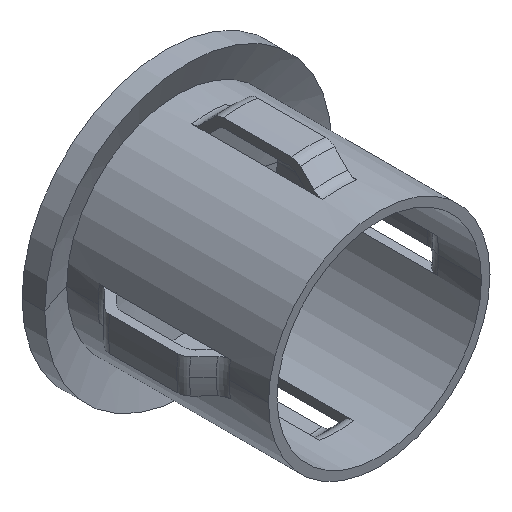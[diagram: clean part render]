
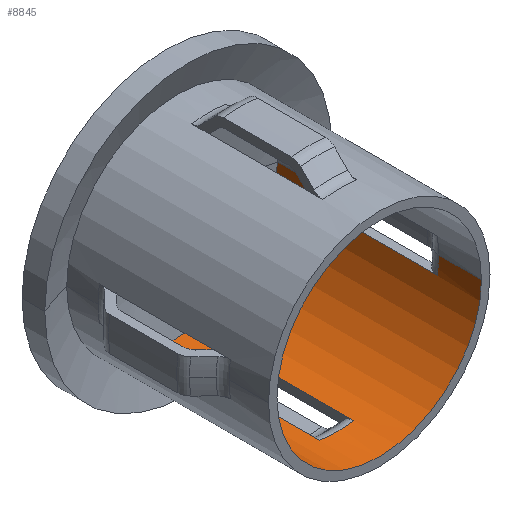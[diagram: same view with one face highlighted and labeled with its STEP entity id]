
A CAD part, isometric view. The second image highlights one B-rep face of the part: STEP entity #8845.
In plain terms, the highlighted cylindrical face has radius 12 mm (diameter 24 mm), a partial arc.
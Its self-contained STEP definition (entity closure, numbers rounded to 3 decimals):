
#53 = AXIS2_PLACEMENT_3D ( 'NONE', #4429, #10228, #12670 ) ;
#76 = EDGE_CURVE ( 'NONE', #363, #14432, #3836, .T. ) ;
#104 = CARTESIAN_POINT ( 'NONE',  ( 0., 5.029, 0. ) ) ;
#121 = CARTESIAN_POINT ( 'NONE',  ( 12., 0., 0. ) ) ;
#243 = CARTESIAN_POINT ( 'NONE',  ( 2., 19.586, -11.832 ) ) ;
#363 = VERTEX_POINT ( 'NONE', #6424 ) ;
#1176 = DIRECTION ( 'NONE',  ( 0., -1., 0. ) ) ;
#1237 = VECTOR ( 'NONE', #11372, 1000. ) ;
#1394 = CARTESIAN_POINT ( 'NONE',  ( -12., 19.586, 0. ) ) ;
#1396 = CARTESIAN_POINT ( 'NONE',  ( 2., 5.029, -11.832 ) ) ;
#1402 = CARTESIAN_POINT ( 'NONE',  ( 11.832, 19.586, -2. ) ) ;
#1554 = DIRECTION ( 'NONE',  ( 1., 0., 0. ) ) ;
#1766 = EDGE_CURVE ( 'NONE', #9444, #9859, #15075, .T. ) ;
#1989 = VECTOR ( 'NONE', #10709, 1000. ) ;
#1990 = CARTESIAN_POINT ( 'NONE',  ( 12., 25.5, 0. ) ) ;
#2123 = VERTEX_POINT ( 'NONE', #8290 ) ;
#2343 = CARTESIAN_POINT ( 'NONE',  ( 2., 20., -11.832 ) ) ;
#2431 = DIRECTION ( 'NONE',  ( 1., 0., 0. ) ) ;
#2490 = DIRECTION ( 'NONE',  ( 0., -1., 0. ) ) ;
#2505 = EDGE_CURVE ( 'NONE', #9584, #7642, #6201, .T. ) ;
#2608 = EDGE_CURVE ( 'NONE', #4962, #14432, #13769, .T. ) ;
#2671 = LINE ( 'NONE', #5240, #14885 ) ;
#2858 = EDGE_CURVE ( 'NONE', #2123, #8636, #6948, .T. ) ;
#2879 = EDGE_CURVE ( 'NONE', #11177, #2123, #2671, .T. ) ;
#3199 = CARTESIAN_POINT ( 'NONE',  ( 12., 23.959, 0. ) ) ;
#3202 = EDGE_LOOP ( 'NONE', ( #11912, #5470, #6878, #14588 ) ) ;
#3598 = DIRECTION ( 'NONE',  ( 0., -1., 0. ) ) ;
#3655 = ORIENTED_EDGE ( 'NONE', *, *, #1766, .F. ) ;
#3807 = ORIENTED_EDGE ( 'NONE', *, *, #14861, .F. ) ;
#3817 = ORIENTED_EDGE ( 'NONE', *, *, #12392, .T. ) ;
#3835 = AXIS2_PLACEMENT_3D ( 'NONE', #14517, #10986, #1554 ) ;
#3836 = CIRCLE ( 'NONE', #11510, 12. ) ;
#4001 = AXIS2_PLACEMENT_3D ( 'NONE', #5162, #7555, #7607 ) ;
#4023 = CARTESIAN_POINT ( 'NONE',  ( 12., 19.586, 0. ) ) ;
#4087 = CARTESIAN_POINT ( 'NONE',  ( 0., 5.029, 0. ) ) ;
#4128 = AXIS2_PLACEMENT_3D ( 'NONE', #5956, #9426, #2431 ) ;
#4171 = DIRECTION ( 'NONE',  ( 0., -1., 0. ) ) ;
#4218 = ORIENTED_EDGE ( 'NONE', *, *, #2879, .T. ) ;
#4429 = CARTESIAN_POINT ( 'NONE',  ( 0., 19.586, 0. ) ) ;
#4535 = EDGE_CURVE ( 'NONE', #11120, #8636, #5424, .T. ) ;
#4656 = VERTEX_POINT ( 'NONE', #1402 ) ;
#4962 = VERTEX_POINT ( 'NONE', #243 ) ;
#5042 = ORIENTED_EDGE ( 'NONE', *, *, #9327, .T. ) ;
#5162 = CARTESIAN_POINT ( 'NONE',  ( 0., 19.586, 0. ) ) ;
#5186 = CARTESIAN_POINT ( 'NONE',  ( 0., 25.5, 0. ) ) ;
#5240 = CARTESIAN_POINT ( 'NONE',  ( -12., 25.5, 0. ) ) ;
#5242 = CARTESIAN_POINT ( 'NONE',  ( 12., 5.029, 0. ) ) ;
#5248 = DIRECTION ( 'NONE',  ( 0., -1., 0. ) ) ;
#5292 = DIRECTION ( 'NONE',  ( 1., 0., 0. ) ) ;
#5424 = LINE ( 'NONE', #15295, #6337 ) ;
#5470 = ORIENTED_EDGE ( 'NONE', *, *, #5635, .F. ) ;
#5518 = DIRECTION ( 'NONE',  ( 1., 0., 0. ) ) ;
#5635 = EDGE_CURVE ( 'NONE', #14478, #363, #10190, .T. ) ;
#5876 = EDGE_CURVE ( 'NONE', #11456, #11120, #13344, .T. ) ;
#5956 = CARTESIAN_POINT ( 'NONE',  ( 0., 19.586, 0. ) ) ;
#6117 = CIRCLE ( 'NONE', #3835, 12. ) ;
#6201 = LINE ( 'NONE', #15009, #13023 ) ;
#6276 = FACE_OUTER_BOUND ( 'NONE', #10022, .T. ) ;
#6337 = VECTOR ( 'NONE', #9415, 1000. ) ;
#6405 = CARTESIAN_POINT ( 'NONE',  ( -11.832, 19.586, -2. ) ) ;
#6424 = CARTESIAN_POINT ( 'NONE',  ( -2., 5.029, -11.832 ) ) ;
#6485 = CARTESIAN_POINT ( 'NONE',  ( 0., 0., 0. ) ) ;
#6521 = VECTOR ( 'NONE', #3598, 1000. ) ;
#6583 = EDGE_CURVE ( 'NONE', #4656, #11456, #10481, .T. ) ;
#6816 = AXIS2_PLACEMENT_3D ( 'NONE', #6485, #12307, #5292 ) ;
#6878 = ORIENTED_EDGE ( 'NONE', *, *, #8972, .T. ) ;
#6948 = CIRCLE ( 'NONE', #6816, 12. ) ;
#7153 = ORIENTED_EDGE ( 'NONE', *, *, #5876, .F. ) ;
#7198 = CARTESIAN_POINT ( 'NONE',  ( -11.832, 5.029, -2. ) ) ;
#7221 = ORIENTED_EDGE ( 'NONE', *, *, #2858, .T. ) ;
#7509 = VERTEX_POINT ( 'NONE', #6405 ) ;
#7555 = DIRECTION ( 'NONE',  ( 0., -1., 0. ) ) ;
#7607 = DIRECTION ( 'NONE',  ( 1., 0., 0. ) ) ;
#7636 = DIRECTION ( 'NONE',  ( 0., -1., 0. ) ) ;
#7638 = CARTESIAN_POINT ( 'NONE',  ( -12., 5.029, 0. ) ) ;
#7642 = VERTEX_POINT ( 'NONE', #1394 ) ;
#7860 = CARTESIAN_POINT ( 'NONE',  ( 0., 23.959, 0. ) ) ;
#7933 = ORIENTED_EDGE ( 'NONE', *, *, #4535, .F. ) ;
#7952 = DIRECTION ( 'NONE',  ( 0., -1., 0. ) ) ;
#8290 = CARTESIAN_POINT ( 'NONE',  ( -12., 0., 0. ) ) ;
#8374 = CARTESIAN_POINT ( 'NONE',  ( -2., 20., -11.832 ) ) ;
#8526 = FACE_BOUND ( 'NONE', #3202, .T. ) ;
#8636 = VERTEX_POINT ( 'NONE', #121 ) ;
#8845 = ADVANCED_FACE ( 'NONE', ( #8526, #6276 ), #9791, .F. ) ;
#8972 = EDGE_CURVE ( 'NONE', #14478, #4962, #12914, .T. ) ;
#9053 = DIRECTION ( 'NONE',  ( 0., -1., 0. ) ) ;
#9327 = EDGE_CURVE ( 'NONE', #7642, #7509, #13925, .T. ) ;
#9415 = DIRECTION ( 'NONE',  ( 0., -1., 0. ) ) ;
#9426 = DIRECTION ( 'NONE',  ( 0., -1., 0. ) ) ;
#9444 = VERTEX_POINT ( 'NONE', #3199 ) ;
#9526 = CARTESIAN_POINT ( 'NONE',  ( 11.832, 5.029, -2. ) ) ;
#9584 = VERTEX_POINT ( 'NONE', #10552 ) ;
#9585 = ORIENTED_EDGE ( 'NONE', *, *, #2505, .T. ) ;
#9791 = CYLINDRICAL_SURFACE ( 'NONE', #10296, 12. ) ;
#9859 = VERTEX_POINT ( 'NONE', #4023 ) ;
#9988 = DIRECTION ( 'NONE',  ( 1., 0., 0. ) ) ;
#10022 = EDGE_LOOP ( 'NONE', ( #11531, #9585, #5042, #3817, #3807, #4218, #7221, #7933, #7153, #13627, #11486, #3655 ) ) ;
#10071 = VECTOR ( 'NONE', #1176, 1000. ) ;
#10152 = DIRECTION ( 'NONE',  ( 1., 0., 0. ) ) ;
#10190 = LINE ( 'NONE', #8374, #6521 ) ;
#10191 = CIRCLE ( 'NONE', #10800, 12. ) ;
#10228 = DIRECTION ( 'NONE',  ( 0., -1., 0. ) ) ;
#10296 = AXIS2_PLACEMENT_3D ( 'NONE', #5186, #4171, #9988 ) ;
#10481 = LINE ( 'NONE', #14083, #1989 ) ;
#10483 = EDGE_CURVE ( 'NONE', #9584, #9444, #10191, .T. ) ;
#10552 = CARTESIAN_POINT ( 'NONE',  ( -12., 23.959, 0. ) ) ;
#10709 = DIRECTION ( 'NONE',  ( 0., -1., 0. ) ) ;
#10751 = DIRECTION ( 'NONE',  ( 1., 0., 0. ) ) ;
#10800 = AXIS2_PLACEMENT_3D ( 'NONE', #7860, #9053, #5518 ) ;
#10913 = LINE ( 'NONE', #12339, #12748 ) ;
#10986 = DIRECTION ( 'NONE',  ( 0., -1., 0. ) ) ;
#11120 = VERTEX_POINT ( 'NONE', #5242 ) ;
#11177 = VERTEX_POINT ( 'NONE', #7638 ) ;
#11372 = DIRECTION ( 'NONE',  ( 0., -1., 0. ) ) ;
#11456 = VERTEX_POINT ( 'NONE', #9526 ) ;
#11486 = ORIENTED_EDGE ( 'NONE', *, *, #14030, .T. ) ;
#11510 = AXIS2_PLACEMENT_3D ( 'NONE', #4087, #5248, #10152 ) ;
#11531 = ORIENTED_EDGE ( 'NONE', *, *, #10483, .F. ) ;
#11798 = CARTESIAN_POINT ( 'NONE',  ( -2., 19.586, -11.832 ) ) ;
#11912 = ORIENTED_EDGE ( 'NONE', *, *, #76, .F. ) ;
#12307 = DIRECTION ( 'NONE',  ( 0., -1., 0. ) ) ;
#12339 = CARTESIAN_POINT ( 'NONE',  ( -11.832, 20., -2. ) ) ;
#12392 = EDGE_CURVE ( 'NONE', #7509, #14494, #10913, .T. ) ;
#12670 = DIRECTION ( 'NONE',  ( 1., 0., 0. ) ) ;
#12748 = VECTOR ( 'NONE', #13530, 1000. ) ;
#12914 = CIRCLE ( 'NONE', #53, 12. ) ;
#13023 = VECTOR ( 'NONE', #7952, 1000. ) ;
#13127 = CIRCLE ( 'NONE', #4128, 12. ) ;
#13344 = CIRCLE ( 'NONE', #14048, 12. ) ;
#13530 = DIRECTION ( 'NONE',  ( 0., -1., 0. ) ) ;
#13627 = ORIENTED_EDGE ( 'NONE', *, *, #6583, .F. ) ;
#13769 = LINE ( 'NONE', #2343, #10071 ) ;
#13925 = CIRCLE ( 'NONE', #4001, 12. ) ;
#14030 = EDGE_CURVE ( 'NONE', #4656, #9859, #13127, .T. ) ;
#14048 = AXIS2_PLACEMENT_3D ( 'NONE', #104, #2490, #10751 ) ;
#14083 = CARTESIAN_POINT ( 'NONE',  ( 11.832, 20., -2. ) ) ;
#14432 = VERTEX_POINT ( 'NONE', #1396 ) ;
#14478 = VERTEX_POINT ( 'NONE', #11798 ) ;
#14494 = VERTEX_POINT ( 'NONE', #7198 ) ;
#14517 = CARTESIAN_POINT ( 'NONE',  ( 0., 5.029, 0. ) ) ;
#14588 = ORIENTED_EDGE ( 'NONE', *, *, #2608, .T. ) ;
#14861 = EDGE_CURVE ( 'NONE', #11177, #14494, #6117, .T. ) ;
#14885 = VECTOR ( 'NONE', #7636, 1000. ) ;
#15009 = CARTESIAN_POINT ( 'NONE',  ( -12., 25.5, 0. ) ) ;
#15075 = LINE ( 'NONE', #1990, #1237 ) ;
#15295 = CARTESIAN_POINT ( 'NONE',  ( 12., 25.5, 0. ) ) ;
